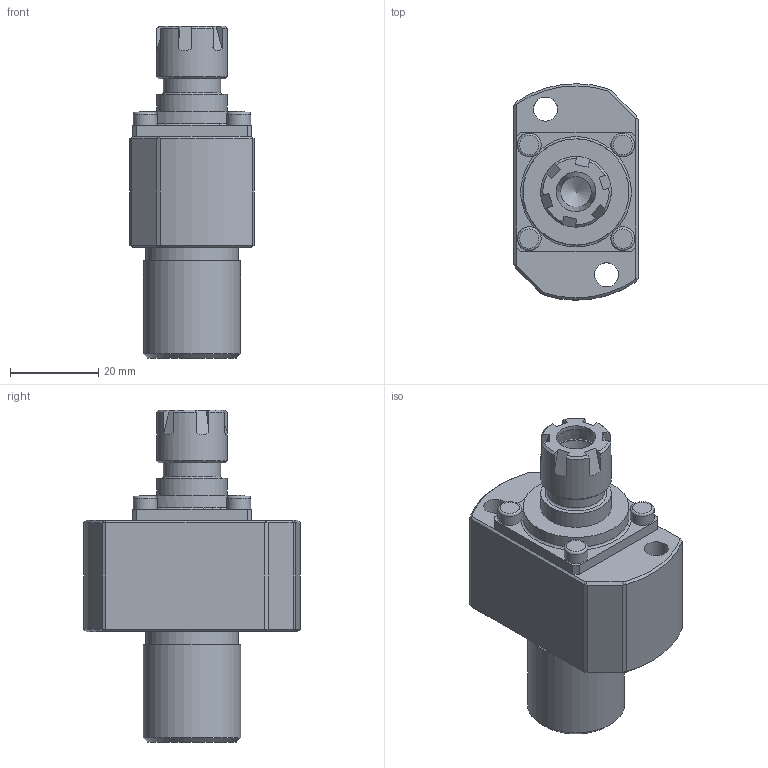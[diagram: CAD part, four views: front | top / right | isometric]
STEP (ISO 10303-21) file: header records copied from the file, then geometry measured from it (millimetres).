
FILE_DESCRIPTION(/* description */ (''),/* implementation_level */ '2;1');
FILE_NAME(/* name */ '4 - 541-61-00 support entrainé.stp',/* time_stamp */ '2015-05-29T13:56:28+02:00',/* author */ ('AIm'),/* organization */ (''),/* preprocessor_version */ 'ST-DEVELOPER v16.1',/* originating_system */ 'Autodesk Inventor 2016',/* authorisation */ '');
FILE_SCHEMA (('AUTOMOTIVE_DESIGN { 1 0 10303 214 3 1 1 }'));
Length unit declared in the file: millimetre
Products named in the file (3): 541-61-00_contre_tournant; ERM11_petit_ecrou; 4 - 541-61-00 support entrainé
Assembly tree (2 placements, depth 2):
  4 - 541-61-00 support entrainé
    541-61-00_contre_tournant
    ERM11_petit_ecrou
Bounding box: 28.1 x 49 x 75.2 mm (x, y, z)
Volume: 45360.4 mm3; surface area: 11864.5 mm2
Topology: 2 solids, 2 shells, 111 faces, 253 edges, 153 vertices
Faces by surface type: plane 71, cone 17, cylinder 17, torus 6
Full cylindrical faces by diameter (mm): 5.4 x4, 5.45 x2, 7 x1, 9 x1, 12.2 x1, 13 x1, 16 x2, 21 x1, 22 x1, 24 x1
Entity records: 2948 total; most frequent: CARTESIAN_POINT 568, DIRECTION 494, ORIENTED_EDGE 432, EDGE_CURVE 216, AXIS2_PLACEMENT_3D 186, EDGE_LOOP 152, VERTEX_POINT 144, LINE 122
